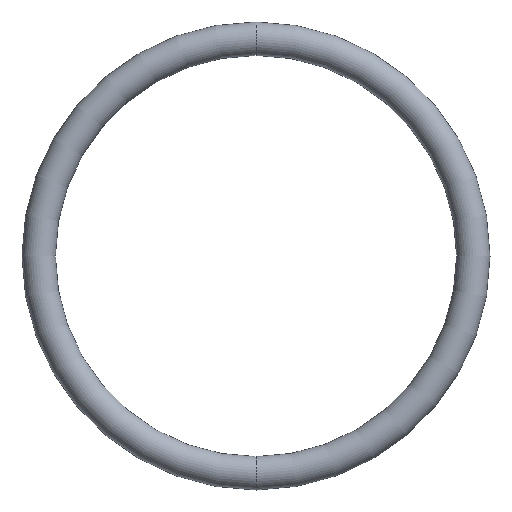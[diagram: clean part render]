
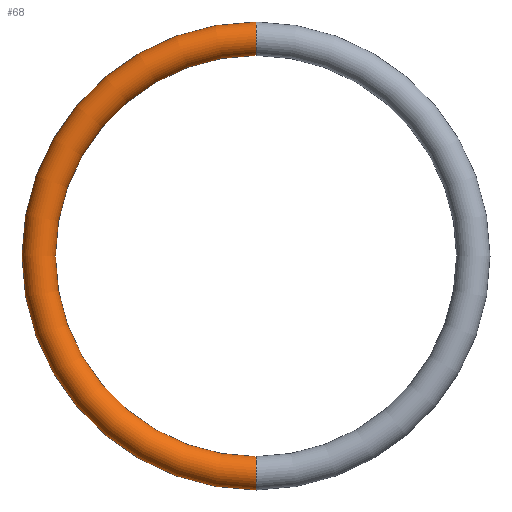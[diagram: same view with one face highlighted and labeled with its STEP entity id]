
A CAD part, front view. The second image highlights one B-rep face of the part: STEP entity #68.
In plain terms, the highlighted toroidal (fillet/blend) face has major radius 19.5 mm and minor radius 1.5 mm.
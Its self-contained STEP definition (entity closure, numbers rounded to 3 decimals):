
#3 = DIRECTION ( 'NONE',  ( 0., -1., 0. ) ) ;
#5 = CARTESIAN_POINT ( 'NONE',  ( 0., 0., -18. ) ) ;
#8 = VERTEX_POINT ( 'NONE', #36 ) ;
#9 = CARTESIAN_POINT ( 'NONE',  ( 0., 0., 19.5 ) ) ;
#13 = ORIENTED_EDGE ( 'NONE', *, *, #226, .F. ) ;
#31 = AXIS2_PLACEMENT_3D ( 'NONE', #186, #212, #143 ) ;
#36 = CARTESIAN_POINT ( 'NONE',  ( 0., 0., -21. ) ) ;
#40 = VERTEX_POINT ( 'NONE', #210 ) ;
#46 = AXIS2_PLACEMENT_3D ( 'NONE', #123, #3, #187 ) ;
#52 = ORIENTED_EDGE ( 'NONE', *, *, #109, .F. ) ;
#54 = EDGE_LOOP ( 'NONE', ( #13, #232, #170, #52 ) ) ;
#68 = ADVANCED_FACE ( 'NONE', ( #172 ), #92, .T. ) ;
#74 = DIRECTION ( 'NONE',  ( -1., 0., 0. ) ) ;
#83 = VERTEX_POINT ( 'NONE', #105 ) ;
#87 = DIRECTION ( 'NONE',  ( 0., 0., -1. ) ) ;
#92 = TOROIDAL_SURFACE ( 'NONE', #31, 19.5, 1.5 ) ;
#93 = DIRECTION ( 'NONE',  ( 0., -1., 0. ) ) ;
#105 = CARTESIAN_POINT ( 'NONE',  ( 0., 0., 18. ) ) ;
#109 = EDGE_CURVE ( 'NONE', #83, #166, #182, .T. ) ;
#110 = CIRCLE ( 'NONE', #189, 21. ) ;
#118 = AXIS2_PLACEMENT_3D ( 'NONE', #184, #74, #235 ) ;
#123 = CARTESIAN_POINT ( 'NONE',  ( 0., 0., 0. ) ) ;
#128 = EDGE_CURVE ( 'NONE', #8, #166, #247, .T. ) ;
#143 = DIRECTION ( 'NONE',  ( 0., 0., -1. ) ) ;
#156 = CARTESIAN_POINT ( 'NONE',  ( 0., 0., 0. ) ) ;
#166 = VERTEX_POINT ( 'NONE', #5 ) ;
#170 = ORIENTED_EDGE ( 'NONE', *, *, #128, .T. ) ;
#172 = FACE_OUTER_BOUND ( 'NONE', #54, .T. ) ;
#182 = CIRCLE ( 'NONE', #46, 18. ) ;
#184 = CARTESIAN_POINT ( 'NONE',  ( 0., 0., -19.5 ) ) ;
#186 = CARTESIAN_POINT ( 'NONE',  ( 0., 0., 0. ) ) ;
#187 = DIRECTION ( 'NONE',  ( 0., 0., -1. ) ) ;
#189 = AXIS2_PLACEMENT_3D ( 'NONE', #156, #93, #203 ) ;
#203 = DIRECTION ( 'NONE',  ( 0., 0., -1. ) ) ;
#210 = CARTESIAN_POINT ( 'NONE',  ( 0., 0., 21. ) ) ;
#212 = DIRECTION ( 'NONE',  ( 0., -1., 0. ) ) ;
#220 = CIRCLE ( 'NONE', #243, 1.5 ) ;
#226 = EDGE_CURVE ( 'NONE', #40, #83, #220, .T. ) ;
#230 = EDGE_CURVE ( 'NONE', #40, #8, #110, .T. ) ;
#232 = ORIENTED_EDGE ( 'NONE', *, *, #230, .T. ) ;
#235 = DIRECTION ( 'NONE',  ( 0., 0., 1. ) ) ;
#243 = AXIS2_PLACEMENT_3D ( 'NONE', #9, #248, #87 ) ;
#247 = CIRCLE ( 'NONE', #118, 1.5 ) ;
#248 = DIRECTION ( 'NONE',  ( 1., 0., 0. ) ) ;
